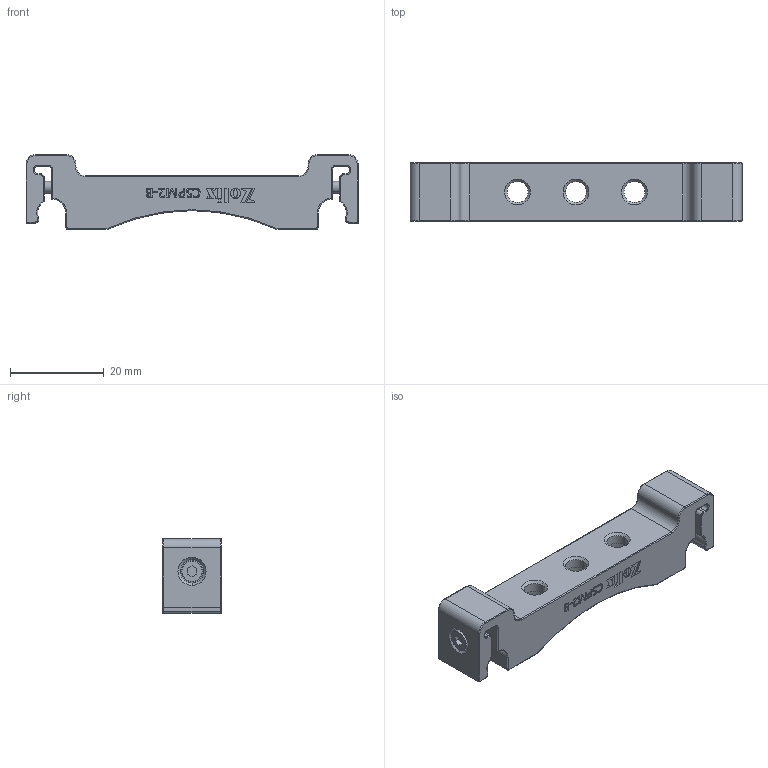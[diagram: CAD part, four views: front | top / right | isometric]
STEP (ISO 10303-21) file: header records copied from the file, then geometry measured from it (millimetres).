
FILE_DESCRIPTION (( 'STEP AP203' ), '1' );
FILE_NAME ('CSPM2-B.STEP', '2025-08-01T07:34:52', ( '' ), ( '' ), 'SwSTEP 2.0', 'SolidWorks 2020', '' );
FILE_SCHEMA (( 'CONFIG_CONTROL_DESIGN' ));
Length unit declared in the file: millimetre
Products named in the file (1): CSPM2-B
Bounding box: 71 x 12.5 x 16 mm (x, y, z)
Volume: 7721.8 mm3; surface area: 5075.2 mm2
Topology: 3 solids, 3 shells, 510 faces, 1307 edges, 829 vertices
Faces by surface type: plane 266, cylinder 98, bspline 70, torus 56, cone 20
Entity records: 22485 total; most frequent: CARTESIAN_POINT 10376, ORIENTED_EDGE 2606, DIRECTION 2286, EDGE_CURVE 1303, VECTOR 876, LINE 876, VERTEX_POINT 829, AXIS2_PLACEMENT_3D 705
